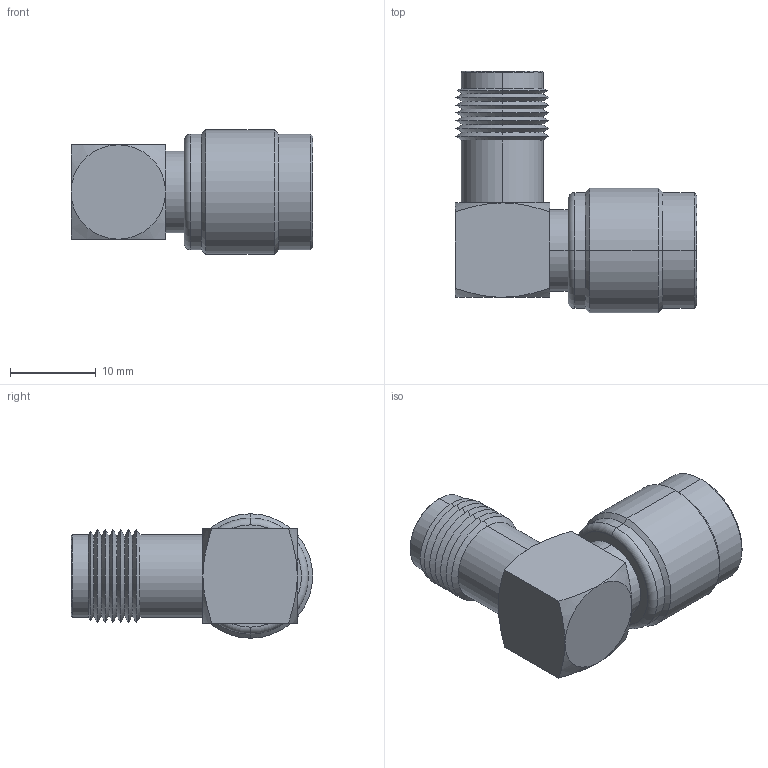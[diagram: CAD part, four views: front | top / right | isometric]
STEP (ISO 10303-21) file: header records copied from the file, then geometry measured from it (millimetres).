
FILE_DESCRIPTION (( 'STEP AP203' ), '1' );
FILE_NAME ('AXA-RTPRTJ90.STEP', '2010-06-23T12:03:56', ( 'x' ), ( 'Microsoft' ), 'SwSTEP 2.0', 'SolidWorks 2010', '' );
FILE_SCHEMA (( 'CONFIG_CONTROL_DESIGN' ));
Length unit declared in the file: inch
Products named in the file (1): AXA-RTPRTJ90
Bounding box: 28.16 x 28.11 x 14.5 mm (x, y, z)
Volume: 3870.8 mm3; surface area: 3832.7 mm2
Topology: 1 solids, 1 shells, 149 faces, 300 edges, 165 vertices
Faces by surface type: cone 92, cylinder 34, plane 19, torus 4
Entity records: 3947 total; most frequent: DIRECTION 742, CARTESIAN_POINT 709, ORIENTED_EDGE 596, AXIS2_PLACEMENT_3D 310, EDGE_CURVE 298, VERTEX_POINT 165, EDGE_LOOP 163, CIRCLE 160
